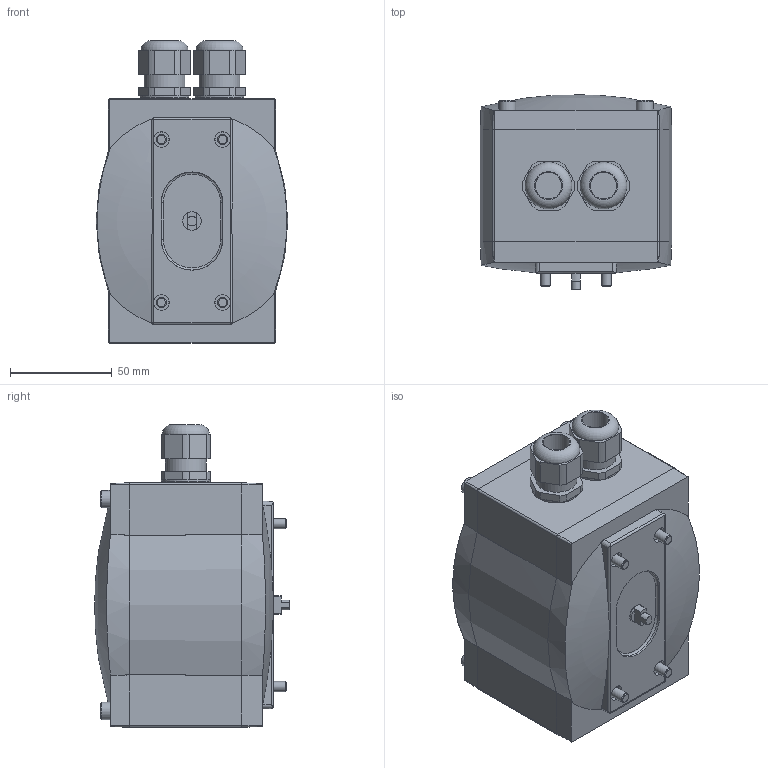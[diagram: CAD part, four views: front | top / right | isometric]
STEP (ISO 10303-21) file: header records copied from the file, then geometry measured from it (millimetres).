
FILE_DESCRIPTION(/* description */ ('STEP AP214'),/* implementation_level */ '2;1');
FILE_NAME(/* name */ '570528_SRAP-M-CA1-270-1-A-T2P20-EX2',/* time_stamp */ '2024-09-15T13:38:30+02:00',/* author */ ('License CC BY-ND 4.0'),/* organization */ ('CADENAS'),/* preprocessor_version */ 'ST-DEVELOPER v19.3',/* originating_system */ 'PARTsolutions',/* authorisation */ ' ');
FILE_SCHEMA (('AUTOMOTIVE_DESIGN {1 0 10303 214 3 1 1}'));
Length unit declared in the file: millimetre
Products named in the file (3): 570528 SRAP-M-CA1-270-1-A-T2P20-EX2; 569809 SRAP--A2---(B); 568278 NETC-P-M20-KA
Assembly tree (3 placements, depth 2):
  570528 SRAP-M-CA1-270-1-A-T2P20-EX2
    569809 SRAP--A2---(B)
    568278 NETC-P-M20-KA  x2
Bounding box: 94 x 95.57 x 148.5 mm (x, y, z)
Volume: 854826.4 mm3; surface area: 64520.8 mm2
Topology: 3 solids, 3 shells, 297 faces, 716 edges, 452 vertices
Faces by surface type: plane 156, cone 66, cylinder 66, torus 7, sphere 2
Full cylindrical faces by diameter (mm): 5 x4, 7 x1, 8.5 x4, 9 x1, 13 x2, 18.376 x2, 20 x4, 21.7 x2, 22.5 x2, 24 x2
Entity records: 7166 total; most frequent: CARTESIAN_POINT 1388, DIRECTION 1220, ORIENTED_EDGE 1102, EDGE_CURVE 551, AXIS2_PLACEMENT_3D 468, VERTEX_POINT 374, FACE_BOUND 323, EDGE_LOOP 318
